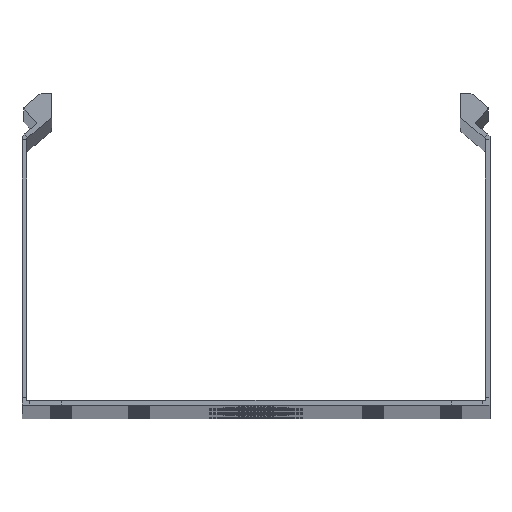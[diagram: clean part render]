
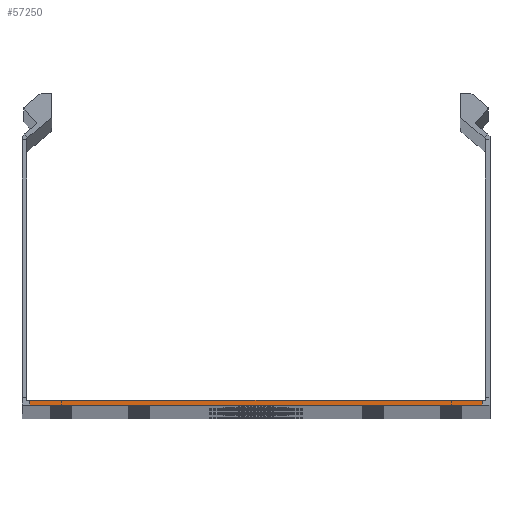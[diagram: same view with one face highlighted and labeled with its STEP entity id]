
A CAD part, top view. The second image highlights one B-rep face of the part: STEP entity #57250.
In plain terms, the highlighted planar face has unit normal (0, 0, 1).
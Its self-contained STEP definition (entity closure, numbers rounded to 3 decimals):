
#685 = CARTESIAN_POINT ( 'NONE',  ( 73.5, 2.5, 1250. ) ) ;
#2610 = CARTESIAN_POINT ( 'NONE',  ( -75., 1.5, 1250. ) ) ;
#3144 = CARTESIAN_POINT ( 'NONE',  ( 72.5, 0., 1250. ) ) ;
#9215 = DIRECTION ( 'NONE',  ( 0., 1., 0. ) ) ;
#12673 = CARTESIAN_POINT ( 'NONE',  ( -72.5, 0., 1250. ) ) ;
#13885 = LINE ( 'NONE', #58056, #64229 ) ;
#15509 = LINE ( 'NONE', #3144, #66814 ) ;
#16227 = DIRECTION ( 'NONE',  ( 0., -1., 0. ) ) ;
#17081 = CARTESIAN_POINT ( 'NONE',  ( 72.5, 0., 1250. ) ) ;
#17334 = DIRECTION ( 'NONE',  ( -1., 0., 0. ) ) ;
#19963 = DIRECTION ( 'NONE',  ( -1., 0., 0. ) ) ;
#20823 = LINE ( 'NONE', #2610, #22626 ) ;
#21914 = EDGE_CURVE ( 'NONE', #31258, #38679, #20823, .T. ) ;
#22065 = EDGE_LOOP ( 'NONE', ( #27567, #45492, #22850, #45475 ) ) ;
#22626 = VECTOR ( 'NONE', #19963, 1000. ) ;
#22850 = ORIENTED_EDGE ( 'NONE', *, *, #21914, .T. ) ;
#23615 = PLANE ( 'NONE',  #51261 ) ;
#26141 = EDGE_CURVE ( 'NONE', #38679, #65746, #39201, .T. ) ;
#26794 = EDGE_CURVE ( 'NONE', #28181, #65746, #13885, .T. ) ;
#27567 = ORIENTED_EDGE ( 'NONE', *, *, #26794, .F. ) ;
#28109 = CARTESIAN_POINT ( 'NONE',  ( -72.5, 1.5, 1250. ) ) ;
#28181 = VERTEX_POINT ( 'NONE', #17081 ) ;
#31258 = VERTEX_POINT ( 'NONE', #70183 ) ;
#33107 = CARTESIAN_POINT ( 'NONE',  ( -72.5, 1.5, 1250. ) ) ;
#38679 = VERTEX_POINT ( 'NONE', #28109 ) ;
#39201 = LINE ( 'NONE', #33107, #66983 ) ;
#45475 = ORIENTED_EDGE ( 'NONE', *, *, #26141, .T. ) ;
#45492 = ORIENTED_EDGE ( 'NONE', *, *, #46788, .T. ) ;
#46788 = EDGE_CURVE ( 'NONE', #28181, #31258, #15509, .T. ) ;
#51261 = AXIS2_PLACEMENT_3D ( 'NONE', #685, #69680, #63637 ) ;
#57250 = ADVANCED_FACE ( 'NONE', ( #65240 ), #23615, .T. ) ;
#58056 = CARTESIAN_POINT ( 'NONE',  ( -75., 0., 1250. ) ) ;
#63637 = DIRECTION ( 'NONE',  ( 1., 0., 0. ) ) ;
#64229 = VECTOR ( 'NONE', #17334, 1000. ) ;
#65240 = FACE_OUTER_BOUND ( 'NONE', #22065, .T. ) ;
#65746 = VERTEX_POINT ( 'NONE', #12673 ) ;
#66814 = VECTOR ( 'NONE', #9215, 1000. ) ;
#66983 = VECTOR ( 'NONE', #16227, 1000. ) ;
#69680 = DIRECTION ( 'NONE',  ( 0., 0., 1. ) ) ;
#70183 = CARTESIAN_POINT ( 'NONE',  ( 72.5, 1.5, 1250. ) ) ;
